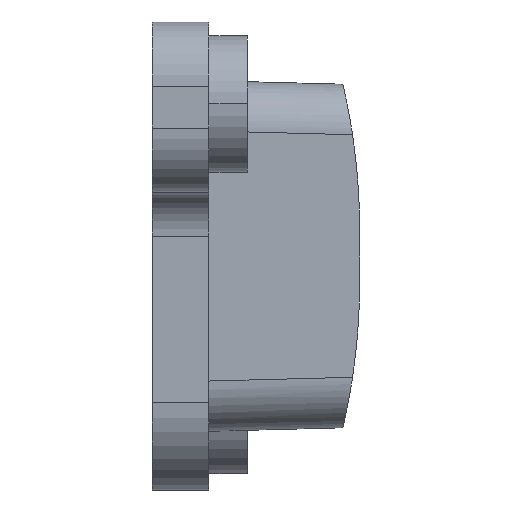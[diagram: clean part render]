
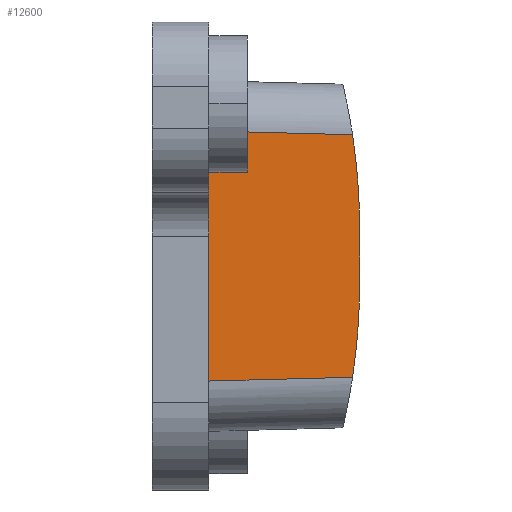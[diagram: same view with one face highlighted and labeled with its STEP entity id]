
A CAD part, left-side view. The second image highlights one B-rep face of the part: STEP entity #12600.
In plain terms, the highlighted planar face has unit normal (-1, -0.026, 0).
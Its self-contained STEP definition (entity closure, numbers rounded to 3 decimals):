
#11680=CARTESIAN_POINT('',(18.384,-24.015,
-22.75));
#11690=VERTEX_POINT('',#11680);
#11720=CARTESIAN_POINT('',(16.237,57.985,
-22.729));
#11730=DIRECTION('',(-1.,-0.026,-0.));
#11740=DIRECTION('',(-0.026,1.,0.));
#11750=AXIS2_PLACEMENT_3D('',#11720,#11730,#11740);
#11760=ELLIPSE('',#11750,82.028,82.);
#11770=CARTESIAN_POINT('',(18.36,-23.094,
-10.473));
#11780=VERTEX_POINT('',#11770);
#11790=EDGE_CURVE('',#11690,#11780,#11760,.T.);
#12130=CARTESIAN_POINT('',(17.873,-4.514,0.));
#12140=DIRECTION('',(-1.,-0.026,-0.));
#12150=DIRECTION('',(-0.026,1.,0.));
#12160=AXIS2_PLACEMENT_3D('',#12130,#12140,#12150);
#12170=PLANE('',#12160);
#12180=CARTESIAN_POINT('',(18.384,-24.015,0.));
#12190=DIRECTION('',(0.,0.,-1.));
#12200=VECTOR('',#12190,1.);
#12210=LINE('',#12180,#12200);
#12220=CARTESIAN_POINT('',(18.384,-24.015,
-29.55));
#12230=VERTEX_POINT('',#12220);
#12240=EDGE_CURVE('',#11690,#12230,#12210,.T.);
#12250=ORIENTED_EDGE('',*,*,#12240,.F.);
#12260=CARTESIAN_POINT('',(16.237,57.985,
-29.571));
#12270=DIRECTION('',(-1.,-0.026,-0.));
#12280=DIRECTION('',(-0.026,1.,0.));
#12290=AXIS2_PLACEMENT_3D('',#12260,#12270,#12280);
#12300=ELLIPSE('',#12290,82.028,82.);
#12310=CARTESIAN_POINT('',(18.36,-23.094,
-41.827));
#12320=VERTEX_POINT('',#12310);
#12330=EDGE_CURVE('',#12320,#12230,#12300,.T.);
#12340=ORIENTED_EDGE('',*,*,#12330,.T.);
#12350=CARTESIAN_POINT('',(17.76,-0.17,
-42.427));
#12360=DIRECTION('',(-0.026,0.999,
-0.026));
#12370=VECTOR('',#12360,1.);
#12380=LINE('',#12350,#12370);
#12390=CARTESIAN_POINT('',(17.873,-4.515,
-42.314));
#12400=VERTEX_POINT('',#12390);
#12410=EDGE_CURVE('',#12320,#12400,#12380,.T.);
#12420=ORIENTED_EDGE('',*,*,#12410,.F.);
#12430=CARTESIAN_POINT('',(17.873,-4.515,0.));
#12440=DIRECTION('',(0.,-0.,-1.));
#12450=VECTOR('',#12440,1.);
#12460=LINE('',#12430,#12450);
#12470=CARTESIAN_POINT('',(17.873,-4.515,
-9.986));
#12480=VERTEX_POINT('',#12470);
#12490=EDGE_CURVE('',#12480,#12400,#12460,.T.);
#12500=ORIENTED_EDGE('',*,*,#12490,.T.);
#12510=CARTESIAN_POINT('',(17.76,-0.17,
-9.873));
#12520=DIRECTION('',(-0.026,0.999,
0.026));
#12530=VECTOR('',#12520,1.);
#12540=LINE('',#12510,#12530);
#12550=EDGE_CURVE('',#11780,#12480,#12540,.T.);
#12560=ORIENTED_EDGE('',*,*,#12550,.T.);
#12570=ORIENTED_EDGE('',*,*,#11790,.T.);
#12580=EDGE_LOOP('',(#12570,#12560,#12500,#12420,#12340,#12250));
#12590=FACE_OUTER_BOUND('',#12580,.T.);
#12600=ADVANCED_FACE('',(#12590),#12170,.T.);
